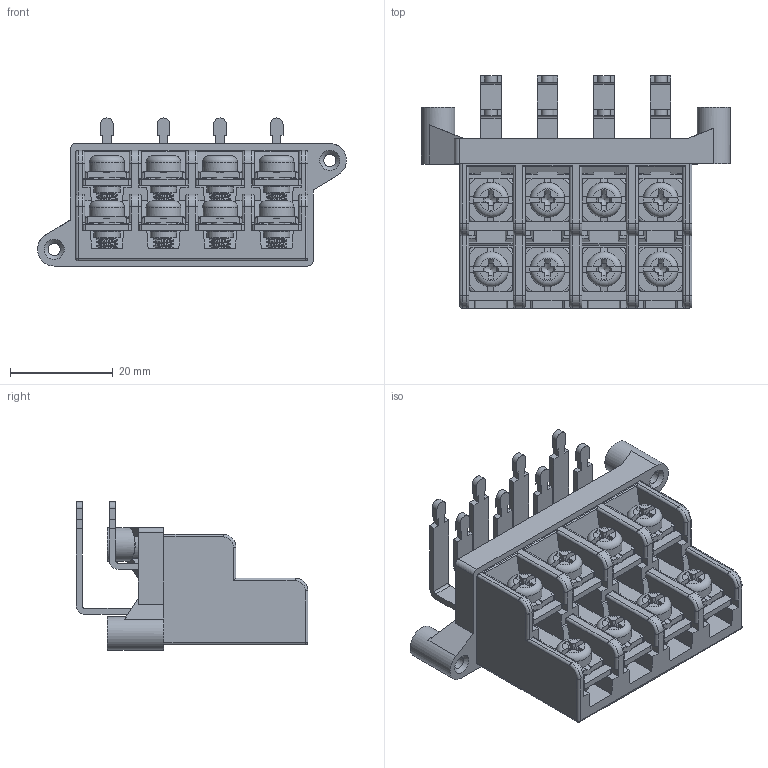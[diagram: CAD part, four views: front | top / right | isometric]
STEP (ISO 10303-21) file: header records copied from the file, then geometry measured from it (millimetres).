
FILE_DESCRIPTION( ( 'Unknown' ), '1' );
FILE_NAME( 'TE2-11404.stp', 'Unknown', ( 'Unknown' ), ( 'Unknown' ), 'XStep 1.0', 'Unknown', ' ' );
FILE_SCHEMA( ( 'CONFIG_CONTROL_DESIGN' ) );
Length unit declared in the file: millimetre
Products named in the file (1): 1
Bounding box: 60.1 x 45.1 x 28.8 mm (x, y, z)
Volume: 16124.5 mm3; surface area: 20645.5 mm2
Topology: 1 solids, 13 shells, 1913 faces, 5532 edges, 3632 vertices
Faces by surface type: plane 1390, cylinder 275, torus 120, bspline 84, cone 42, sphere 2
Full cylindrical faces by diameter (mm): 0.137 x4, 0.139 x4, 2.4 x2, 3.2 x8, 5 x4, 5.1 x8, 6.5 x2, 6.8 x8
Entity records: 80678 total; most frequent: CARTESIAN_POINT 32142, ORIENTED_EDGE 10872, DIRECTION 9220, EDGE_CURVE 5436, VERTEX_POINT 3604, LINE 3328, VECTOR 3328, AXIS2_PLACEMENT_3D 2946
